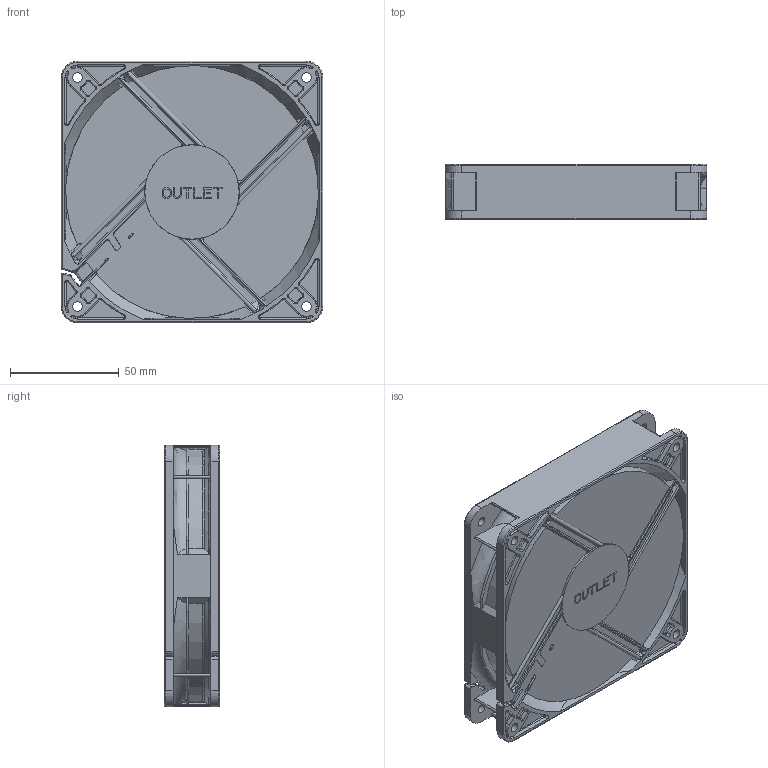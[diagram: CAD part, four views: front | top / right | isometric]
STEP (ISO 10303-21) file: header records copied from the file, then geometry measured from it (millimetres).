
FILE_DESCRIPTION((''),'2;1');
FILE_NAME('K201002171G','2020-06-24T',('100068'),(''),'CREO PARAMETRIC BY PTC INC, 2014500','CREO PARAMETRIC BY PTC INC, 2014500','');
FILE_SCHEMA(('CONFIG_CONTROL_DESIGN'));
Length unit declared in the file: millimetre
Products named in the file (1): K201002171G
Bounding box: 120 x 25.4 x 120 mm (x, y, z)
Volume: 282955.2 mm3; surface area: 62060.2 mm2
Topology: 1 solids, 1 shells, 1047 faces, 3055 edges, 2005 vertices
Faces by surface type: cylinder 365, plane 361, torus 177, bspline 83, sphere 33, cone 28
Entity records: 39309 total; most frequent: CARTESIAN_POINT 11932, ORIENTED_EDGE 6042, DIRECTION 5625, EDGE_CURVE 3021, AXIS2_PLACEMENT_3D 2204, VERTEX_POINT 2005, CIRCLE 1240, VECTOR 1217
